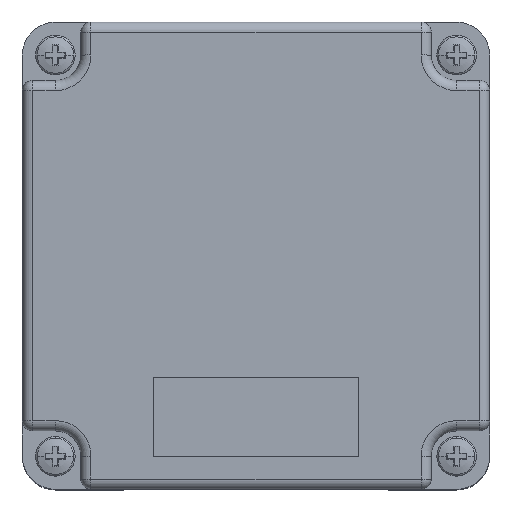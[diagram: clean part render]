
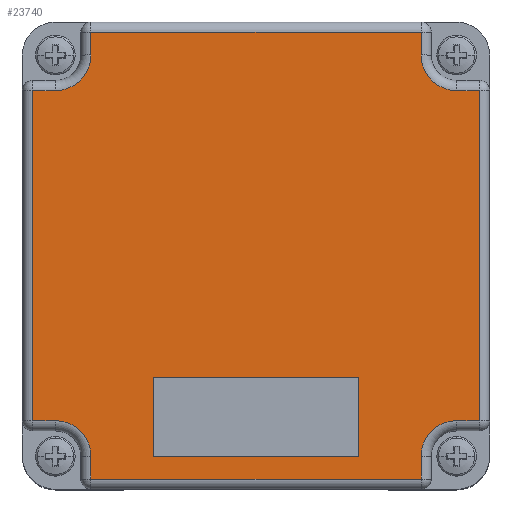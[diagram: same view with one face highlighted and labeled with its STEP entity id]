
A CAD part, top view. The second image highlights one B-rep face of the part: STEP entity #23740.
In plain terms, the highlighted planar face has unit normal (0, 0, 1).
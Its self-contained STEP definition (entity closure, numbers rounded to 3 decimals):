
#21890=CARTESIAN_POINT('',(36.037,-118.514,15.));
#21900=VERTEX_POINT('',#21890);
#22030=CARTESIAN_POINT('',(68.537,-64.102,15.));
#22040=DIRECTION('',(0.,0.,1.));
#22050=DIRECTION('',(1.,0.,0.));
#22060=AXIS2_PLACEMENT_3D('',#22030,#22040,#22050);
#22070=PLANE('',#22060);
#22080=CARTESIAN_POINT('',(0.,-114.014,15.));
#22090=DIRECTION('',(1.,0.,0.));
#22100=VECTOR('',#22090,1.);
#22110=LINE('',#22080,#22100);
#22120=CARTESIAN_POINT('',(48.287,-114.014,15.));
#22130=VERTEX_POINT('',#22120);
#22140=CARTESIAN_POINT('',(88.787,-114.014,15.));
#22150=VERTEX_POINT('',#22140);
#22160=EDGE_CURVE('',#22130,#22150,#22110,.T.);
#22170=ORIENTED_EDGE('',*,*,#22160,.F.);
#22180=CARTESIAN_POINT('',(88.787,0.,15.));
#22190=DIRECTION('',(0.,1.,0.));
#22200=VECTOR('',#22190,1.);
#22210=LINE('',#22180,#22200);
#22220=CARTESIAN_POINT('',(88.787,-98.514,15.));
#22230=VERTEX_POINT('',#22220);
#22240=EDGE_CURVE('',#22150,#22230,#22210,.T.);
#22250=ORIENTED_EDGE('',*,*,#22240,.F.);
#22260=CARTESIAN_POINT('',(0.,-98.514,15.));
#22270=DIRECTION('',(-1.,0.,0.));
#22280=VECTOR('',#22270,1.);
#22290=LINE('',#22260,#22280);
#22300=CARTESIAN_POINT('',(48.287,-98.514,15.));
#22310=VERTEX_POINT('',#22300);
#22320=EDGE_CURVE('',#22230,#22310,#22290,.T.);
#22330=ORIENTED_EDGE('',*,*,#22320,.F.);
#22340=CARTESIAN_POINT('',(48.287,0.,15.));
#22350=DIRECTION('',(0.,-1.,0.));
#22360=VECTOR('',#22350,1.);
#22370=LINE('',#22340,#22360);
#22380=EDGE_CURVE('',#22310,#22130,#22370,.T.);
#22390=ORIENTED_EDGE('',*,*,#22380,.F.);
#22400=EDGE_LOOP('',(#22390,#22330,#22250,#22170));
#22410=FACE_BOUND('',#22400,.T.);
#22420=CARTESIAN_POINT('',(112.537,0.,15.));
#22430=DIRECTION('',(0.,-1.,0.));
#22440=VECTOR('',#22430,1.);
#22450=LINE('',#22420,#22440);
#22460=CARTESIAN_POINT('',(112.537,-42.014,15.));
#22470=VERTEX_POINT('',#22460);
#22480=CARTESIAN_POINT('',(112.537,-107.014,15.));
#22490=VERTEX_POINT('',#22480);
#22500=EDGE_CURVE('',#22470,#22490,#22450,.T.);
#22510=ORIENTED_EDGE('',*,*,#22500,.F.);
#22520=CARTESIAN_POINT('',(0.,-107.014,15.));
#22530=DIRECTION('',(1.,0.,0.));
#22540=VECTOR('',#22530,1.);
#22550=LINE('',#22520,#22540);
#22560=CARTESIAN_POINT('',(108.037,-107.014,15.));
#22570=VERTEX_POINT('',#22560);
#22580=EDGE_CURVE('',#22570,#22490,#22550,.T.);
#22590=ORIENTED_EDGE('',*,*,#22580,.T.);
#22600=CARTESIAN_POINT('',(108.037,-114.014,15.));
#22610=DIRECTION('',(0.,0.,1.));
#22620=DIRECTION('',(1.,0.,0.));
#22630=AXIS2_PLACEMENT_3D('',#22600,#22610,#22620);
#22640=CIRCLE('',#22630,7.);
#22650=CARTESIAN_POINT('',(101.037,-114.014,15.));
#22660=VERTEX_POINT('',#22650);
#22670=EDGE_CURVE('',#22570,#22660,#22640,.T.);
#22680=ORIENTED_EDGE('',*,*,#22670,.F.);
#22690=CARTESIAN_POINT('',(101.037,0.,15.));
#22700=DIRECTION('',(0.,-1.,0.));
#22710=VECTOR('',#22700,1.);
#22720=LINE('',#22690,#22710);
#22730=CARTESIAN_POINT('',(101.037,-118.514,15.));
#22740=VERTEX_POINT('',#22730);
#22750=EDGE_CURVE('',#22660,#22740,#22720,.T.);
#22760=ORIENTED_EDGE('',*,*,#22750,.F.);
#22770=CARTESIAN_POINT('',(0.,-118.514,15.));
#22780=DIRECTION('',(1.,0.,0.));
#22790=VECTOR('',#22780,1.);
#22800=LINE('',#22770,#22790);
#22810=EDGE_CURVE('',#21900,#22740,#22800,.T.);
#22820=ORIENTED_EDGE('',*,*,#22810,.T.);
#22830=CARTESIAN_POINT('',(36.037,0.,15.));
#22840=DIRECTION('',(0.,1.,0.));
#22850=VECTOR('',#22840,1.);
#22860=LINE('',#22830,#22850);
#22870=CARTESIAN_POINT('',(36.037,-114.014,15.));
#22880=VERTEX_POINT('',#22870);
#22890=EDGE_CURVE('',#21900,#22880,#22860,.T.);
#22900=ORIENTED_EDGE('',*,*,#22890,.F.);
#22910=CARTESIAN_POINT('',(29.037,-114.014,15.));
#22920=DIRECTION('',(0.,0.,-1.));
#22930=DIRECTION('',(-1.,0.,0.));
#22940=AXIS2_PLACEMENT_3D('',#22910,#22920,#22930);
#22950=CIRCLE('',#22940,7.);
#22960=CARTESIAN_POINT('',(29.037,-107.014,15.));
#22970=VERTEX_POINT('',#22960);
#22980=EDGE_CURVE('',#22970,#22880,#22950,.T.);
#22990=ORIENTED_EDGE('',*,*,#22980,.T.);
#23000=CARTESIAN_POINT('',(0.,-107.014,15.));
#23010=DIRECTION('',(1.,0.,0.));
#23020=VECTOR('',#23010,1.);
#23030=LINE('',#23000,#23020);
#23040=CARTESIAN_POINT('',(24.537,-107.014,15.));
#23050=VERTEX_POINT('',#23040);
#23060=EDGE_CURVE('',#23050,#22970,#23030,.T.);
#23070=ORIENTED_EDGE('',*,*,#23060,.T.);
#23080=CARTESIAN_POINT('',(24.537,0.,15.));
#23090=DIRECTION('',(0.,1.,0.));
#23100=VECTOR('',#23090,1.);
#23110=LINE('',#23080,#23100);
#23120=CARTESIAN_POINT('',(24.537,-42.014,15.));
#23130=VERTEX_POINT('',#23120);
#23140=EDGE_CURVE('',#23050,#23130,#23110,.T.);
#23150=ORIENTED_EDGE('',*,*,#23140,.F.);
#23160=CARTESIAN_POINT('',(0.,-42.014,15.));
#23170=DIRECTION('',(-1.,0.,0.));
#23180=VECTOR('',#23170,1.);
#23190=LINE('',#23160,#23180);
#23200=CARTESIAN_POINT('',(29.037,-42.014,15.));
#23210=VERTEX_POINT('',#23200);
#23220=EDGE_CURVE('',#23210,#23130,#23190,.T.);
#23230=ORIENTED_EDGE('',*,*,#23220,.T.);
#23240=CARTESIAN_POINT('',(29.037,-35.014,15.));
#23250=DIRECTION('',(0.,0.,-1.));
#23260=DIRECTION('',(-1.,0.,0.));
#23270=AXIS2_PLACEMENT_3D('',#23240,#23250,#23260);
#23280=CIRCLE('',#23270,7.);
#23290=CARTESIAN_POINT('',(36.037,-35.014,15.));
#23300=VERTEX_POINT('',#23290);
#23310=EDGE_CURVE('',#23300,#23210,#23280,.T.);
#23320=ORIENTED_EDGE('',*,*,#23310,.T.);
#23330=CARTESIAN_POINT('',(36.037,0.,15.));
#23340=DIRECTION('',(0.,1.,0.));
#23350=VECTOR('',#23340,1.);
#23360=LINE('',#23330,#23350);
#23370=CARTESIAN_POINT('',(36.037,-30.514,15.));
#23380=VERTEX_POINT('',#23370);
#23390=EDGE_CURVE('',#23300,#23380,#23360,.T.);
#23400=ORIENTED_EDGE('',*,*,#23390,.F.);
#23410=CARTESIAN_POINT('',(0.,-30.514,15.));
#23420=DIRECTION('',(-1.,0.,0.));
#23430=VECTOR('',#23420,1.);
#23440=LINE('',#23410,#23430);
#23450=CARTESIAN_POINT('',(101.037,-30.514,15.));
#23460=VERTEX_POINT('',#23450);
#23470=EDGE_CURVE('',#23460,#23380,#23440,.T.);
#23480=ORIENTED_EDGE('',*,*,#23470,.T.);
#23490=CARTESIAN_POINT('',(101.037,0.,15.));
#23500=DIRECTION('',(0.,-1.,0.));
#23510=VECTOR('',#23500,1.);
#23520=LINE('',#23490,#23510);
#23530=CARTESIAN_POINT('',(101.037,-35.014,15.));
#23540=VERTEX_POINT('',#23530);
#23550=EDGE_CURVE('',#23460,#23540,#23520,.T.);
#23560=ORIENTED_EDGE('',*,*,#23550,.F.);
#23570=CARTESIAN_POINT('',(108.037,-35.014,15.));
#23580=DIRECTION('',(0.,0.,-1.));
#23590=DIRECTION('',(-1.,0.,0.));
#23600=AXIS2_PLACEMENT_3D('',#23570,#23580,#23590);
#23610=CIRCLE('',#23600,7.);
#23620=CARTESIAN_POINT('',(108.037,-42.014,15.));
#23630=VERTEX_POINT('',#23620);
#23640=EDGE_CURVE('',#23630,#23540,#23610,.T.);
#23650=ORIENTED_EDGE('',*,*,#23640,.T.);
#23660=CARTESIAN_POINT('',(0.,-42.014,15.));
#23670=DIRECTION('',(-1.,0.,0.));
#23680=VECTOR('',#23670,1.);
#23690=LINE('',#23660,#23680);
#23700=EDGE_CURVE('',#22470,#23630,#23690,.T.);
#23710=ORIENTED_EDGE('',*,*,#23700,.T.);
#23720=EDGE_LOOP('',(#23710,#23650,#23560,#23480,#23400,#23320,#23230,
#23150,#23070,#22990,#22900,#22820,#22760,#22680,#22590,#22510));
#23730=FACE_OUTER_BOUND('',#23720,.T.);
#23740=ADVANCED_FACE('',(#22410,#23730),#22070,.T.);
